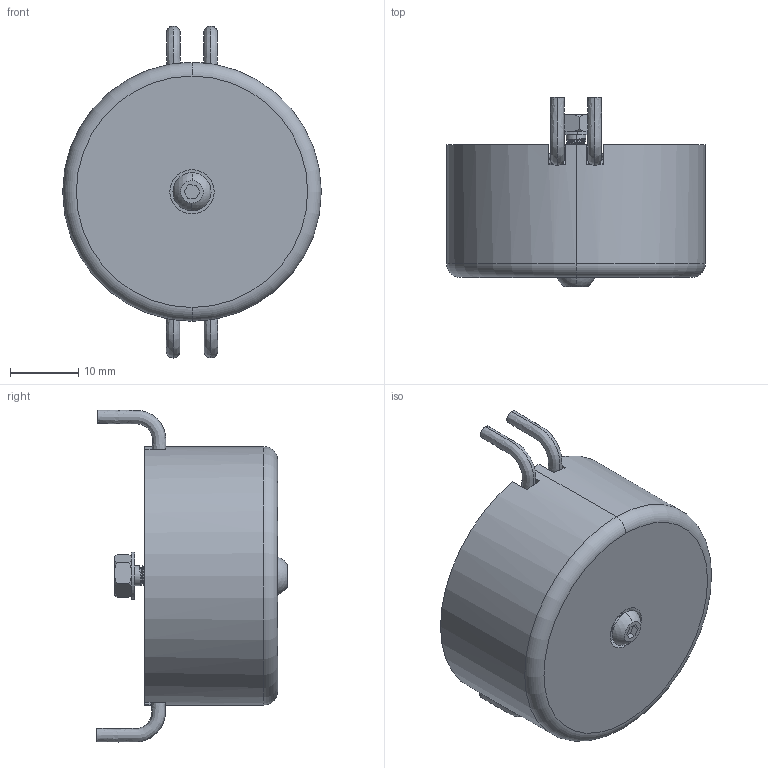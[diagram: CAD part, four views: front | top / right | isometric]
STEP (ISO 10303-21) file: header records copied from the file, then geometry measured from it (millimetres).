
FILE_DESCRIPTION (( 'STEP AP214' ), '1' );
FILE_NAME ('Ôèëüòð â êîðïóñå.STEP', '2023-08-22T09:17:05', ( '' ), ( '' ), 'SwSTEP 2.0', 'SolidWorks 2021', '' );
FILE_SCHEMA (( 'AUTOMOTIVE_DESIGN' ));
Length unit declared in the file: millimetre
Products named in the file (10): Ôèëüòð â êîðïóñå; Ôåððèò 25õ15õ10,5; Âûâîä ïåðâè÷êè; Êîðûòöå äëÿ ôèëüòðà.STL; Âèòîê ïåðâè÷êèSLDPRT; 籐闃鼫錪; ����� �3_�� 㬮�砭��; Âèòîê âòîðè÷êè; Âèíò M3õ6
Assembly tree (46 placements, depth 3):
  Ôèëüòð â êîðïóñå
    Êîðûòöå äëÿ ôèëüòðà.STL
    籐闃鼫錪
      Âèòîê âòîðè÷êè  x35
      Ôåððèò 25õ15õ10,5
      Âèòîê ïåðâè÷êèSLDPRT
      Âûâîä ïåðâè÷êè  x2
    Âèíò M3õ6
    ����� �3_�� 㬮�砭��
    ����� �3_�� 㬮�砭��
    Âûâîä ïåðâè÷êè  x2
Bounding box: 38 x 27.96 x 48.79 mm (x, y, z)
Volume: 10631.4 mm3; surface area: 13133.8 mm2
Topology: 45 solids, 45 shells, 861 faces, 1849 edges, 1000 vertices
Faces by surface type: torus 446, cylinder 326, plane 50, bspline 19, cone 18, sphere 2
Entity records: 12631 total; most frequent: CARTESIAN_POINT 6987, ORIENTED_EDGE 1138, DIRECTION 1088, EDGE_CURVE 569, AXIS2_PLACEMENT_3D 445, VERTEX_POINT 358, EDGE_LOOP 235, FACE_OUTER_BOUND 225
